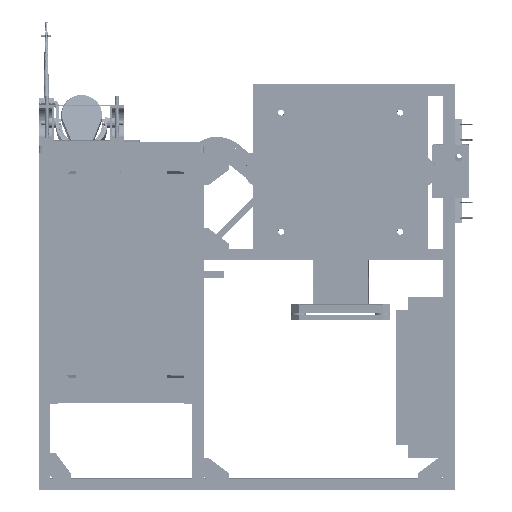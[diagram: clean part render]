
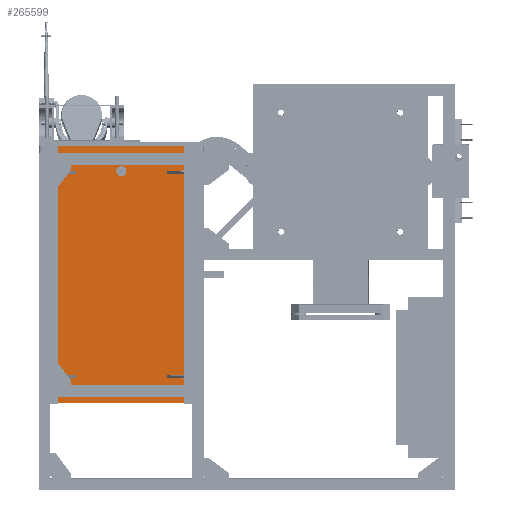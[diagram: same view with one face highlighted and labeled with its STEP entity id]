
A CAD part, front view. The second image highlights one B-rep face of the part: STEP entity #265599.
In plain terms, the highlighted free-form (B-spline) face has degree [1, 1] with [2, 2] control points.
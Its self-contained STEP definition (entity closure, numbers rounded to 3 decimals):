
#265421 = VERTEX_POINT('',#265422);
#265422 = CARTESIAN_POINT('',(-536.488,338.386,
    1328.898));
#265440 = VERTEX_POINT('',#265441);
#265441 = CARTESIAN_POINT('',(-536.488,338.512,
    1296.186));
#265446 = EDGE_CURVE('',#265440,#265421,#265447,.T.);
#265447 = ( BOUNDED_CURVE() B_SPLINE_CURVE(2,(#265448,#265449,#265450,
#265451,#265452),.UNSPECIFIED.,.F.,.F.) B_SPLINE_CURVE_WITH_KNOTS((3,2,3
    ),(3.142,4.712,6.283),
.PIECEWISE_BEZIER_KNOTS.) CURVE() GEOMETRIC_REPRESENTATION_ITEM() 
RATIONAL_B_SPLINE_CURVE((1.,0.707,1.,0.707,1.)) 
REPRESENTATION_ITEM('') );
#265448 = CARTESIAN_POINT('',(-536.488,338.512,
    1296.186));
#265449 = CARTESIAN_POINT('',(-552.844,338.512,
    1296.186));
#265450 = CARTESIAN_POINT('',(-552.844,338.449,
    1312.542));
#265451 = CARTESIAN_POINT('',(-552.844,338.386,
    1328.898));
#265452 = CARTESIAN_POINT('',(-536.488,338.386,
    1328.898));
#265468 = EDGE_CURVE('',#265469,#265471,#265473,.T.);
#265469 = VERTEX_POINT('',#265470);
#265470 = CARTESIAN_POINT('',(-883.243,338.031,
    1421.584));
#265471 = VERTEX_POINT('',#265472);
#265472 = CARTESIAN_POINT('',(-190.824,338.031,
    1421.584));
#265473 = B_SPLINE_CURVE_WITH_KNOTS('',1,(#265474,#265475),
  .UNSPECIFIED.,.F.,.F.,(2,2),(-635.,0.),.PIECEWISE_BEZIER_KNOTS.);
#265474 = CARTESIAN_POINT('',(-883.243,338.031,
    1421.584));
#265475 = CARTESIAN_POINT('',(-190.824,338.031,
    1421.584));
#265504 = EDGE_CURVE('',#265471,#265505,#265507,.T.);
#265505 = VERTEX_POINT('',#265506);
#265506 = CARTESIAN_POINT('',(-190.824,342.257,
    320.264));
#265507 = B_SPLINE_CURVE_WITH_KNOTS('',1,(#265508,#265509),
  .UNSPECIFIED.,.F.,.F.,(2,2),(-1010.,-0.),.PIECEWISE_BEZIER_KNOTS.);
#265508 = CARTESIAN_POINT('',(-190.824,338.031,
    1421.584));
#265509 = CARTESIAN_POINT('',(-190.824,342.257,
    320.264));
#265532 = EDGE_CURVE('',#265505,#265533,#265535,.T.);
#265533 = VERTEX_POINT('',#265534);
#265534 = CARTESIAN_POINT('',(-883.243,342.257,
    320.264));
#265535 = B_SPLINE_CURVE_WITH_KNOTS('',1,(#265536,#265537),
  .UNSPECIFIED.,.F.,.F.,(2,2),(0.,635.),.PIECEWISE_BEZIER_KNOTS.);
#265536 = CARTESIAN_POINT('',(-190.824,342.257,
    320.264));
#265537 = CARTESIAN_POINT('',(-883.243,342.257,
    320.264));
#265560 = EDGE_CURVE('',#265533,#265469,#265561,.T.);
#265561 = B_SPLINE_CURVE_WITH_KNOTS('',1,(#265562,#265563),
  .UNSPECIFIED.,.F.,.F.,(2,2),(0.,1010.),.PIECEWISE_BEZIER_KNOTS.);
#265562 = CARTESIAN_POINT('',(-883.243,342.257,
    320.264));
#265563 = CARTESIAN_POINT('',(-883.243,338.031,
    1421.584));
#265599 = ADVANCED_FACE('',(#265600,#265611),#265617,.F.);
#265600 = FACE_BOUND('',#265601,.T.);
#265601 = EDGE_LOOP('',(#265602,#265610));
#265602 = ORIENTED_EDGE('',*,*,#265603,.T.);
#265603 = EDGE_CURVE('',#265421,#265440,#265604,.T.);
#265604 = ( BOUNDED_CURVE() B_SPLINE_CURVE(2,(#265605,#265606,#265607,
#265608,#265609),.UNSPECIFIED.,.F.,.F.) B_SPLINE_CURVE_WITH_KNOTS((3,2,3
),(0.,1.571,3.142),.PIECEWISE_BEZIER_KNOTS.) CURVE() 
GEOMETRIC_REPRESENTATION_ITEM() RATIONAL_B_SPLINE_CURVE((1.,
0.707,1.,0.707,1.)) REPRESENTATION_ITEM('') );
#265605 = CARTESIAN_POINT('',(-536.488,338.386,
    1328.898));
#265606 = CARTESIAN_POINT('',(-520.132,338.386,
    1328.898));
#265607 = CARTESIAN_POINT('',(-520.132,338.449,
    1312.542));
#265608 = CARTESIAN_POINT('',(-520.132,338.512,
    1296.186));
#265609 = CARTESIAN_POINT('',(-536.488,338.512,
    1296.186));
#265610 = ORIENTED_EDGE('',*,*,#265446,.T.);
#265611 = FACE_BOUND('',#265612,.T.);
#265612 = EDGE_LOOP('',(#265613,#265614,#265615,#265616));
#265613 = ORIENTED_EDGE('',*,*,#265468,.F.);
#265614 = ORIENTED_EDGE('',*,*,#265560,.F.);
#265615 = ORIENTED_EDGE('',*,*,#265532,.F.);
#265616 = ORIENTED_EDGE('',*,*,#265504,.F.);
#265617 = B_SPLINE_SURFACE_WITH_KNOTS('',1,1,(
    (#265618,#265619)
    ,(#265620,#265621
    )),.UNSPECIFIED.,.F.,.F.,.F.,(2,2),(2,2),(-505.,505.),(-317.5,317.5)
  ,.PIECEWISE_BEZIER_KNOTS.);
#265618 = CARTESIAN_POINT('',(-883.243,342.257,
    320.264));
#265619 = CARTESIAN_POINT('',(-190.824,342.257,
    320.264));
#265620 = CARTESIAN_POINT('',(-883.243,338.031,
    1421.584));
#265621 = CARTESIAN_POINT('',(-190.824,338.031,
    1421.584));
